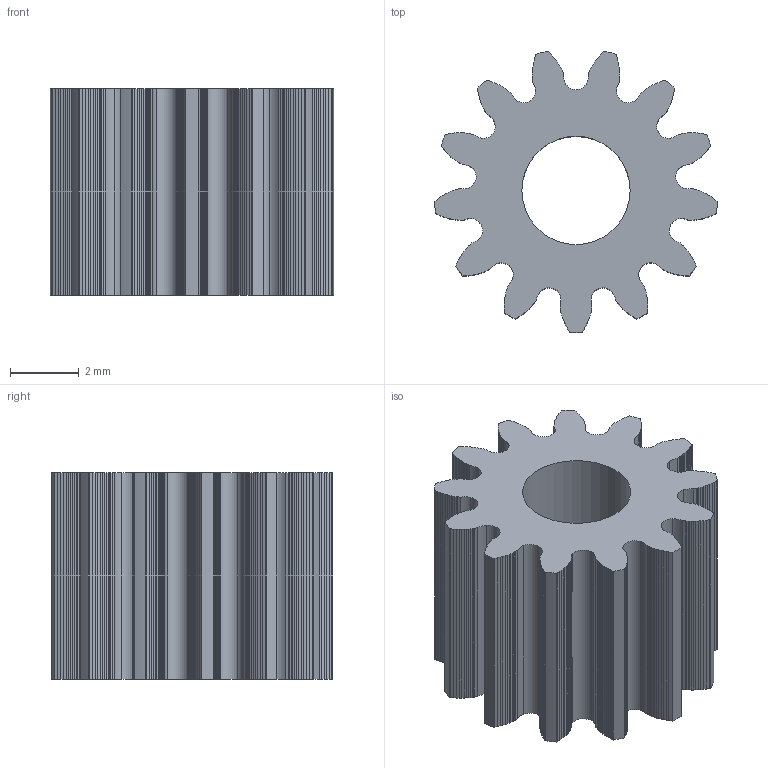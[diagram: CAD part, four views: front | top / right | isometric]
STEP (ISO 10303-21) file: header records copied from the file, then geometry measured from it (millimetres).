
FILE_DESCRIPTION (( 'STEP AP203' ), '1' );
FILE_NAME ('REV-41-1608.STEP', '2022-05-04T19:15:13', ( '' ), ( '' ), 'SwSTEP 2.0', 'SolidWorks 2022', '' );
FILE_SCHEMA (( 'CONFIG_CONTROL_DESIGN' ));
Length unit declared in the file: millimetre
Products named in the file (1): REV-41-1608
Bounding box: 8.22 x 8.17 x 6 mm (x, y, z)
Volume: 189.5 mm3; surface area: 379.2 mm2
Topology: 1 solids, 1 shells, 398 faces, 1448 edges, 1052 vertices
Faces by surface type: plane 340, cylinder 32, bspline 26
Entity records: 16305 total; most frequent: CARTESIAN_POINT 4329, ORIENTED_EDGE 2896, DIRECTION 1946, EDGE_CURVE 1448, LINE 1072, VECTOR 1072, VERTEX_POINT 1052, AXIS2_PLACEMENT_3D 437
